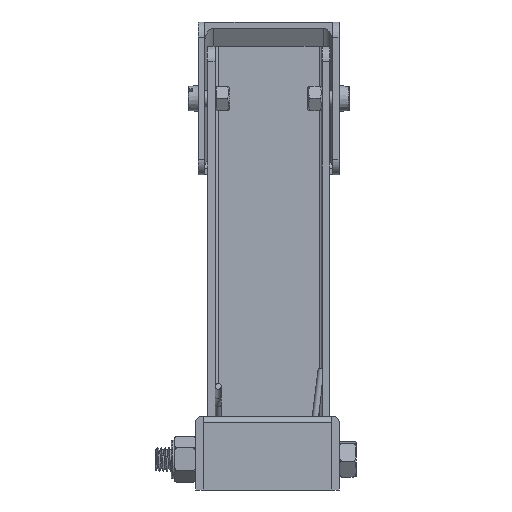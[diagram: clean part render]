
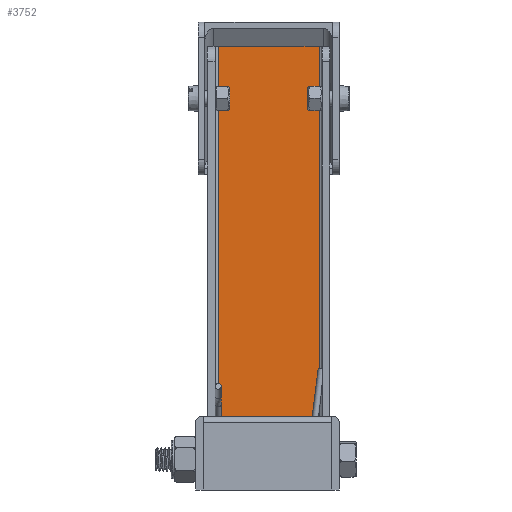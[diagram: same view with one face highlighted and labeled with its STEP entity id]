
A CAD part, front view. The second image highlights one B-rep face of the part: STEP entity #3752.
In plain terms, the highlighted planar face has unit normal (0, -1, 0).
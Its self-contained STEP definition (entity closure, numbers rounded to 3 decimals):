
#56=ELLIPSE('',#3816,47.635,1.);
#115=LINE('',#8799,#364);
#134=LINE('',#16347,#383);
#137=LINE('',#16356,#386);
#330=LINE('',#19381,#579);
#332=LINE('',#19392,#581);
#333=LINE('',#19393,#582);
#364=VECTOR('',#4309,10.);
#383=VECTOR('',#4344,10.);
#386=VECTOR('',#4353,10.);
#579=VECTOR('',#5104,10.);
#581=VECTOR('',#5120,10.);
#582=VECTOR('',#5121,10.);
#978=FACE_OUTER_BOUND('',#1252,.T.);
#1252=EDGE_LOOP('',(#3197,#3198,#3199,#3200,#3201,#3202,#3203));
#1465=VERTEX_POINT('',#8746);
#1466=VERTEX_POINT('',#8747);
#1479=VERTEX_POINT('',#8798);
#1498=VERTEX_POINT('',#16346);
#1501=VERTEX_POINT('',#16354);
#1736=VERTEX_POINT('',#19379);
#1738=VERTEX_POINT('',#19391);
#1826=EDGE_CURVE('',#1465,#1466,#56,.T.);
#1841=EDGE_CURVE('',#1466,#1479,#115,.T.);
#1865=EDGE_CURVE('',#1498,#1465,#134,.T.);
#1870=EDGE_CURVE('',#1479,#1501,#137,.T.);
#2224=EDGE_CURVE('',#1501,#1736,#330,.T.);
#2229=EDGE_CURVE('',#1738,#1736,#332,.T.);
#2230=EDGE_CURVE('',#1498,#1738,#333,.T.);
#3197=ORIENTED_EDGE('',*,*,#1841,.T.);
#3198=ORIENTED_EDGE('',*,*,#1870,.T.);
#3199=ORIENTED_EDGE('',*,*,#2224,.T.);
#3200=ORIENTED_EDGE('',*,*,#2229,.F.);
#3201=ORIENTED_EDGE('',*,*,#2230,.F.);
#3202=ORIENTED_EDGE('',*,*,#1865,.T.);
#3203=ORIENTED_EDGE('',*,*,#1826,.T.);
#3342=PLANE('',#4131);
#3752=ADVANCED_FACE('',(#978),#3342,.T.);
#3816=AXIS2_PLACEMENT_3D('',#8748,#4270,#4271);
#4131=AXIS2_PLACEMENT_3D('',#19390,#5118,#5119);
#4270=DIRECTION('center_axis',(0.,1.,0.));
#4271=DIRECTION('ref_axis',(-0.122,0.,-0.993));
#4309=DIRECTION('',(0.993,0.,-0.122));
#4344=DIRECTION('',(0.,0.,1.));
#4353=DIRECTION('',(0.,0.,1.));
#5104=DIRECTION('',(-1.,0.,0.));
#5118=DIRECTION('center_axis',(0.,-1.,0.));
#5119=DIRECTION('ref_axis',(0.,0.,-1.));
#5120=DIRECTION('',(0.,0.,1.));
#5121=DIRECTION('',(-1.,0.,0.));
#8746=CARTESIAN_POINT('',(16.5,7.5,-44.787));
#8747=CARTESIAN_POINT('',(16.248,7.5,-32.761));
#8748=CARTESIAN_POINT('Origin',(19.322,7.5,-15.297));
#8798=CARTESIAN_POINT('',(16.5,7.5,-32.792));
#8799=CARTESIAN_POINT('',(19.23,7.5,-33.127));
#16346=CARTESIAN_POINT('',(16.5,7.5,-72.5));
#16347=CARTESIAN_POINT('',(16.5,7.5,-72.5));
#16354=CARTESIAN_POINT('',(16.5,7.5,72.5));
#16356=CARTESIAN_POINT('',(16.5,7.5,-72.5));
#19379=CARTESIAN_POINT('',(-16.5,7.5,72.5));
#19381=CARTESIAN_POINT('',(16.5,7.5,72.5));
#19390=CARTESIAN_POINT('Origin',(16.5,7.5,-72.5));
#19391=CARTESIAN_POINT('',(-16.5,7.5,-72.5));
#19392=CARTESIAN_POINT('',(-16.5,7.5,-72.5));
#19393=CARTESIAN_POINT('',(16.5,7.5,-72.5));
